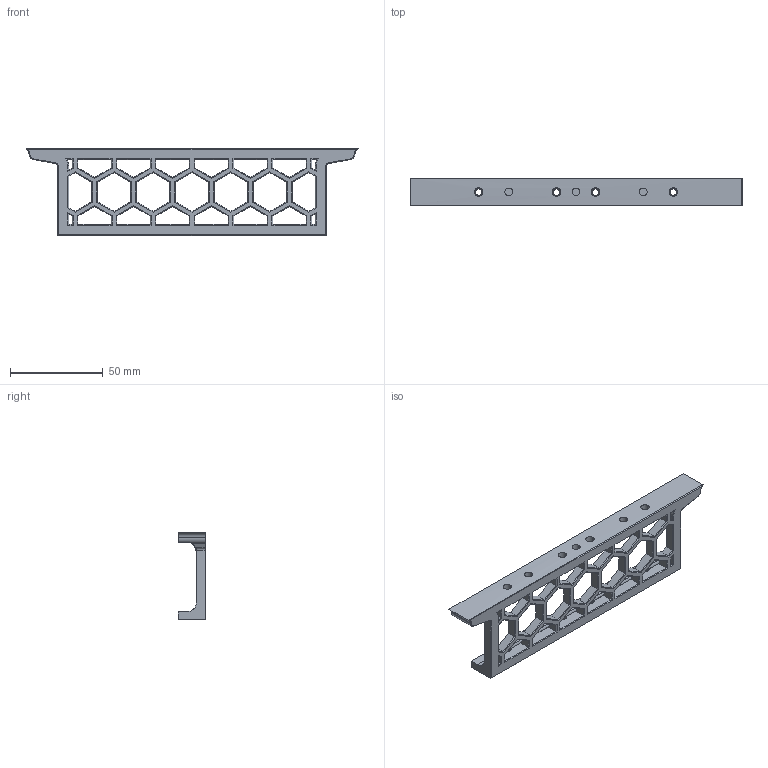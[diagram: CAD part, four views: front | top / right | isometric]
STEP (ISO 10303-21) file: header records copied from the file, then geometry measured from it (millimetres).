
FILE_DESCRIPTION (( 'STEP AP214' ), '1' );
FILE_NAME ('side_skirt.STEP', '2021-08-08T09:05:20', ( '' ), ( '' ), 'SwSTEP 2.0', 'SolidWorks 2021', '' );
FILE_SCHEMA (( 'AUTOMOTIVE_DESIGN' ));
Length unit declared in the file: millimetre
Products named in the file (1): side_skirt
Bounding box: 179 x 15 x 47 mm (x, y, z)
Volume: 34008.6 mm3; surface area: 21396.5 mm2
Topology: 1 solids, 1 shells, 315 faces, 856 edges, 526 vertices
Faces by surface type: plane 266, cylinder 41, cone 8
Entity records: 10168 total; most frequent: CARTESIAN_POINT 2127, ORIENTED_EDGE 1716, DIRECTION 1560, EDGE_CURVE 858, LINE 710, VECTOR 710, VERTEX_POINT 528, AXIS2_PLACEMENT_3D 425
